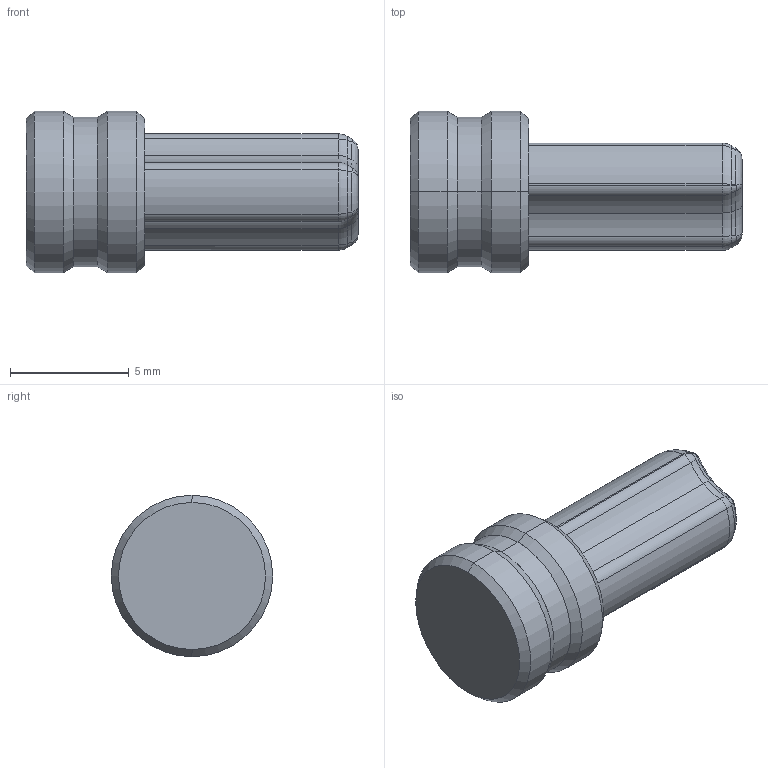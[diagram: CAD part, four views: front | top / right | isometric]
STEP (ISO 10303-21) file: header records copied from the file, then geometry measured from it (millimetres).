
FILE_DESCRIPTION (( 'STEP AP203' ), '1' );
FILE_NAME ('FIRES LONG Trigger Plugs v7.STEP', '2022-01-30T02:10:34', ( '' ), ( '' ), 'SwSTEP 2.0', 'SolidWorks 2020', '' );
FILE_SCHEMA (( 'CONFIG_CONTROL_DESIGN' ));
Length unit declared in the file: inch
Products named in the file (1): FIRES LONG Trigger Plugs v7
Bounding box: 14 x 6.8 x 6.8 mm (x, y, z)
Volume: 309.9 mm3; surface area: 306.7 mm2
Topology: 1 solids, 1 shells, 88 faces, 188 edges, 99 vertices
Faces by surface type: torus 28, cone 24, cylinder 22, plane 8, bspline 6
Entity records: 4060 total; most frequent: CARTESIAN_POINT 2124, DIRECTION 431, ORIENTED_EDGE 364, AXIS2_PLACEMENT_3D 194, EDGE_CURVE 182, CIRCLE 111, VERTEX_POINT 99, EDGE_LOOP 91
